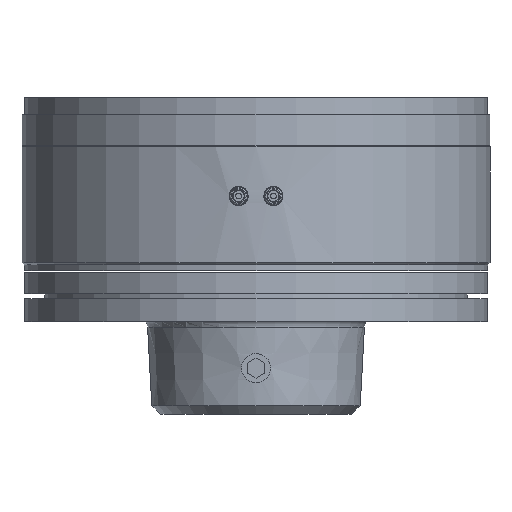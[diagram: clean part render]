
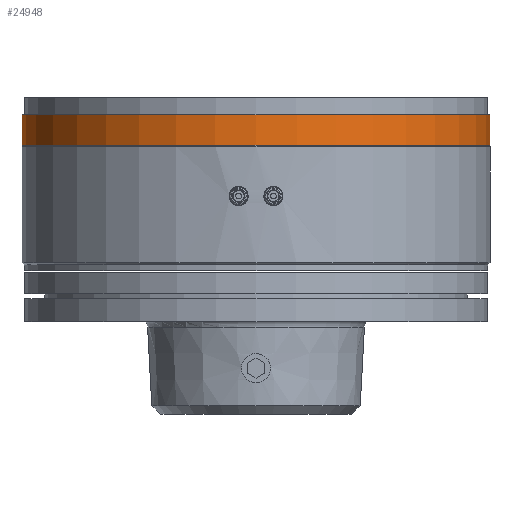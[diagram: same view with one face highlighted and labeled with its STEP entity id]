
A CAD part, front view. The second image highlights one B-rep face of the part: STEP entity #24948.
In plain terms, the highlighted cylindrical face has radius 40.4 mm (diameter 80.8 mm), a partial arc.
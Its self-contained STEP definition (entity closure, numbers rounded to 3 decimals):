
#359 = ORIENTED_EDGE ( 'NONE', *, *, #3336, .T. ) ;
#1543 = DIRECTION ( 'NONE',  ( 0., 0., -1. ) ) ;
#2088 = ORIENTED_EDGE ( 'NONE', *, *, #23965, .F. ) ;
#2516 = EDGE_LOOP ( 'NONE', ( #11128, #359, #6469, #2088 ) ) ;
#2782 = VERTEX_POINT ( 'NONE', #7411 ) ;
#3336 = EDGE_CURVE ( 'NONE', #9360, #5888, #4236, .T. ) ;
#4236 = CIRCLE ( 'NONE', #15815, 40.4 ) ;
#5009 = DIRECTION ( 'NONE',  ( 0., 0., -1. ) ) ;
#5692 = DIRECTION ( 'NONE',  ( 0., 0., -1. ) ) ;
#5888 = VERTEX_POINT ( 'NONE', #11173 ) ;
#5987 = AXIS2_PLACEMENT_3D ( 'NONE', #9579, #5692, #9716 ) ;
#6215 = FACE_OUTER_BOUND ( 'NONE', #2516, .T. ) ;
#6469 = ORIENTED_EDGE ( 'NONE', *, *, #20882, .T. ) ;
#7411 = CARTESIAN_POINT ( 'NONE',  ( -40.4, 0., -8.2 ) ) ;
#7958 = VECTOR ( 'NONE', #1543, 1000. ) ;
#7974 = DIRECTION ( 'NONE',  ( 0., 0., -1. ) ) ;
#8101 = CYLINDRICAL_SURFACE ( 'NONE', #24867, 40.4 ) ;
#8806 = CARTESIAN_POINT ( 'NONE',  ( 40.4, 0., -8.2 ) ) ;
#9360 = VERTEX_POINT ( 'NONE', #26289 ) ;
#9579 = CARTESIAN_POINT ( 'NONE',  ( 0., 0., -8.2 ) ) ;
#9716 = DIRECTION ( 'NONE',  ( -1., 0., 0. ) ) ;
#11128 = ORIENTED_EDGE ( 'NONE', *, *, #17693, .F. ) ;
#11173 = CARTESIAN_POINT ( 'NONE',  ( -40.4, 0., -3. ) ) ;
#11178 = CARTESIAN_POINT ( 'NONE',  ( 0., 0., -7.878 ) ) ;
#11726 = CARTESIAN_POINT ( 'NONE',  ( 40.4, 0., -7.878 ) ) ;
#13458 = DIRECTION ( 'NONE',  ( 0., 0., -1. ) ) ;
#15815 = AXIS2_PLACEMENT_3D ( 'NONE', #26324, #7974, #16168 ) ;
#16168 = DIRECTION ( 'NONE',  ( -1., 0., 0. ) ) ;
#17215 = DIRECTION ( 'NONE',  ( -1., 0., 0. ) ) ;
#17693 = EDGE_CURVE ( 'NONE', #9360, #23472, #18176, .T. ) ;
#18176 = LINE ( 'NONE', #11726, #7958 ) ;
#18854 = CIRCLE ( 'NONE', #5987, 40.4 ) ;
#18973 = LINE ( 'NONE', #23143, #24610 ) ;
#20882 = EDGE_CURVE ( 'NONE', #5888, #2782, #18973, .T. ) ;
#23143 = CARTESIAN_POINT ( 'NONE',  ( -40.4, 0., -7.878 ) ) ;
#23472 = VERTEX_POINT ( 'NONE', #8806 ) ;
#23965 = EDGE_CURVE ( 'NONE', #23472, #2782, #18854, .T. ) ;
#24610 = VECTOR ( 'NONE', #13458, 1000. ) ;
#24867 = AXIS2_PLACEMENT_3D ( 'NONE', #11178, #5009, #17215 ) ;
#24948 = ADVANCED_FACE ( 'NONE', ( #6215 ), #8101, .T. ) ;
#26289 = CARTESIAN_POINT ( 'NONE',  ( 40.4, 0., -3. ) ) ;
#26324 = CARTESIAN_POINT ( 'NONE',  ( 0., 0., -3. ) ) ;
